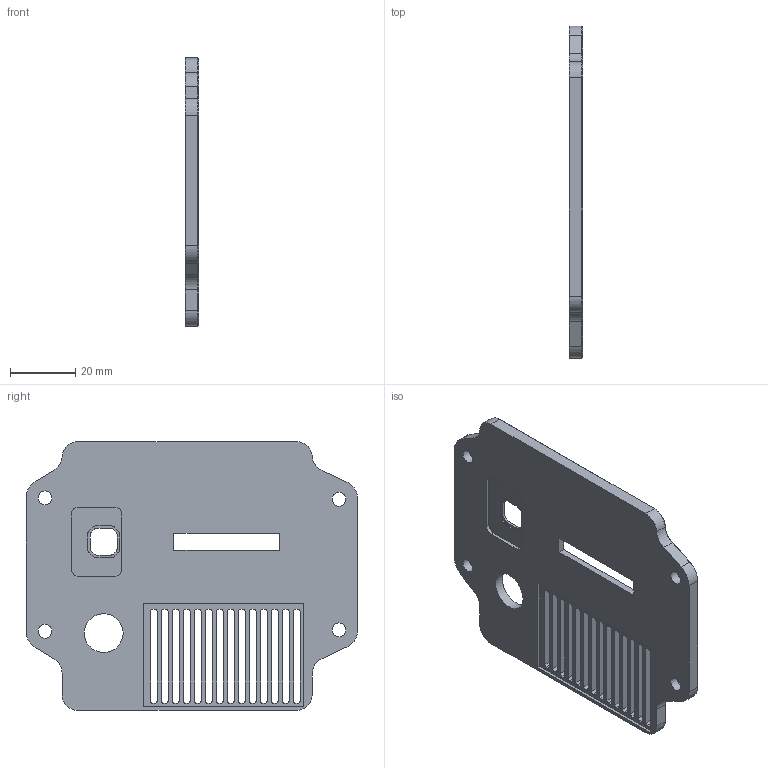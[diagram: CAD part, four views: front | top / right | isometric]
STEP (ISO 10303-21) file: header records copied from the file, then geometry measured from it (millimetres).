
FILE_DESCRIPTION(/* description */ (''),/* implementation_level */ '2;1');
FILE_NAME(/* name */ 'Right Side STEP.step',/* time_stamp */ '2026-01-08T14:24:42+02:00',/* author */ (''),/* organization */ (''),/* preprocessor_version */ 'ST-DEVELOPER v20.1',/* originating_system */ 'Autodesk Translation Framework v14.17.0.0',/* authorisation */ '');
FILE_SCHEMA (('AUTOMOTIVE_DESIGN { 1 0 10303 214 3 1 1 }'));
Length unit declared in the file: millimetre
Products named in the file (1): FusionComponent
Bounding box: 4.01 x 101.6 x 82.26 mm (x, y, z)
Volume: 23845.4 mm3; surface area: 17509 mm2
Topology: 1 solids, 1 shells, 1162 faces, 3152 edges, 2078 vertices
Faces by surface type: plane 876, bspline 152, cylinder 93, cone 41
Full cylindrical faces by diameter (mm): 4.2 x4, 11.9 x1
Entity records: 36731 total; most frequent: CARTESIAN_POINT 8361, ORIENTED_EDGE 6288, DIRECTION 5098, EDGE_CURVE 3144, LINE 2604, VECTOR 2604, VERTEX_POINT 2078, EDGE_LOOP 1298
